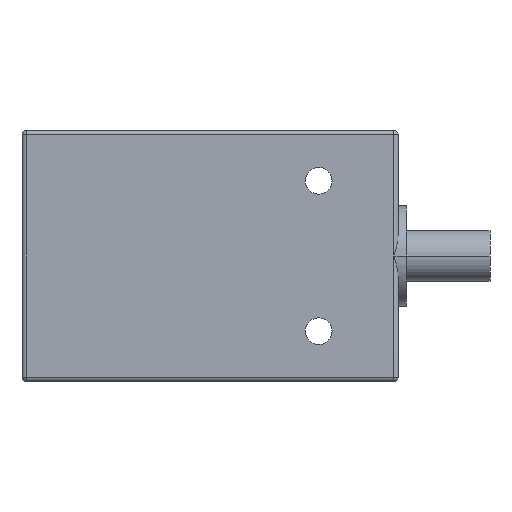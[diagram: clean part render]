
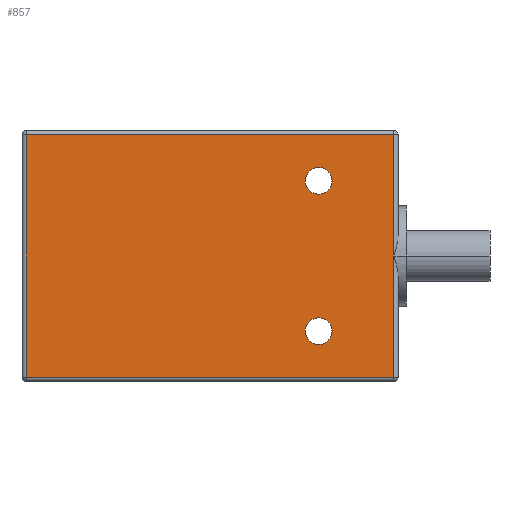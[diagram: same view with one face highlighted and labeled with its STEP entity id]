
A CAD part, front view. The second image highlights one B-rep face of the part: STEP entity #857.
In plain terms, the highlighted planar face has unit normal (0, -1, 0).
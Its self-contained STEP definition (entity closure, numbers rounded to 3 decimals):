
#57=CARTESIAN_POINT('',(35.5,-6.,-9.));
#58=DIRECTION('',(0.,1.,0.));
#59=DIRECTION('',(1.,0.,0.));
#60=AXIS2_PLACEMENT_3D('',#57,#58,#59);
#66=CARTESIAN_POINT('',(35.5,-6.,-9.));
#67=DIRECTION('',(0.,1.,0.));
#68=DIRECTION('',(-1.,0.,0.));
#69=AXIS2_PLACEMENT_3D('',#66,#67,#68);
#74=CARTESIAN_POINT('',(35.5,-6.,9.));
#75=DIRECTION('',(0.,1.,0.));
#76=DIRECTION('',(1.,0.,0.));
#77=AXIS2_PLACEMENT_3D('',#74,#75,#76);
#82=CARTESIAN_POINT('',(35.5,-6.,9.));
#83=DIRECTION('',(0.,1.,0.));
#84=DIRECTION('',(-1.,0.,0.));
#85=AXIS2_PLACEMENT_3D('',#82,#83,#84);
#90=DIRECTION('',(0.,0.,1.));
#91=VECTOR('',#90,14.5);
#92=CARTESIAN_POINT('',(44.5,-6.,-14.5));
#93=LINE('',#92,#91);
#97=DIRECTION('',(1.,0.,0.));
#98=VECTOR('',#97,44.);
#99=CARTESIAN_POINT('',(0.5,-6.,-14.5));
#100=LINE('',#99,#98);
#104=DIRECTION('',(0.,0.,-1.));
#105=VECTOR('',#104,29.);
#106=CARTESIAN_POINT('',(0.5,-6.,14.5));
#107=LINE('',#106,#105);
#111=DIRECTION('',(-1.,0.,0.));
#112=VECTOR('',#111,44.);
#113=CARTESIAN_POINT('',(44.5,-6.,14.5));
#114=LINE('',#113,#112);
#118=DIRECTION('',(0.,0.,1.));
#119=VECTOR('',#118,14.5);
#120=CARTESIAN_POINT('',(44.5,-6.,0.));
#121=LINE('',#120,#119);
#367=CARTESIAN_POINT('',(44.5,-6.,0.));
#738=CARTESIAN_POINT('',(37.1,-6.,-9.));
#739=CARTESIAN_POINT('',(33.9,-6.,-9.));
#740=VERTEX_POINT('',#738);
#741=VERTEX_POINT('',#739);
#750=CARTESIAN_POINT('',(37.1,-6.,9.));
#751=CARTESIAN_POINT('',(33.9,-6.,9.));
#752=VERTEX_POINT('',#750);
#753=VERTEX_POINT('',#751);
#779=VERTEX_POINT('',#367);
#790=CARTESIAN_POINT('',(44.5,-6.,14.5));
#791=VERTEX_POINT('',#790);
#802=CARTESIAN_POINT('',(0.5,-6.,14.5));
#803=VERTEX_POINT('',#802);
#814=CARTESIAN_POINT('',(0.5,-6.,-14.5));
#815=VERTEX_POINT('',#814);
#826=CARTESIAN_POINT('',(44.5,-6.,-14.5));
#827=VERTEX_POINT('',#826);
#828=CARTESIAN_POINT('',(0.,-6.,0.));
#829=DIRECTION('',(0.,1.,0.));
#830=DIRECTION('',(1.,0.,0.));
#831=AXIS2_PLACEMENT_3D('',#828,#829,#830);
#832=PLANE('',#831);
#834=ORIENTED_EDGE('',*,*,#833,.F.);
#836=ORIENTED_EDGE('',*,*,#835,.F.);
#838=ORIENTED_EDGE('',*,*,#837,.F.);
#840=ORIENTED_EDGE('',*,*,#839,.F.);
#842=ORIENTED_EDGE('',*,*,#841,.F.);
#843=EDGE_LOOP('',(#834,#836,#838,#840,#842));
#844=FACE_OUTER_BOUND('',#843,.F.);
#846=ORIENTED_EDGE('',*,*,#845,.F.);
#848=ORIENTED_EDGE('',*,*,#847,.F.);
#849=EDGE_LOOP('',(#846,#848));
#850=FACE_BOUND('',#849,.F.);
#852=ORIENTED_EDGE('',*,*,#851,.F.);
#854=ORIENTED_EDGE('',*,*,#853,.F.);
#855=EDGE_LOOP('',(#852,#854));
#856=FACE_BOUND('',#855,.F.);
#857=ADVANCED_FACE('',(#844,#850,#856),#832,.F.);
#61=CIRCLE('',#60,1.6);
#70=CIRCLE('',#69,1.6);
#78=CIRCLE('',#77,1.6);
#86=CIRCLE('',#85,1.6);
#833=EDGE_CURVE('',#827,#779,#93,.T.);
#835=EDGE_CURVE('',#815,#827,#100,.T.);
#837=EDGE_CURVE('',#803,#815,#107,.T.);
#839=EDGE_CURVE('',#791,#803,#114,.T.);
#841=EDGE_CURVE('',#779,#791,#121,.T.);
#845=EDGE_CURVE('',#740,#741,#61,.T.);
#847=EDGE_CURVE('',#741,#740,#70,.T.);
#851=EDGE_CURVE('',#752,#753,#78,.T.);
#853=EDGE_CURVE('',#753,#752,#86,.T.);
